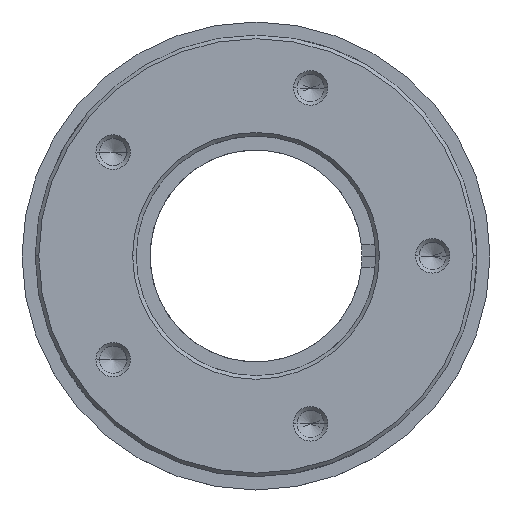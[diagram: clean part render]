
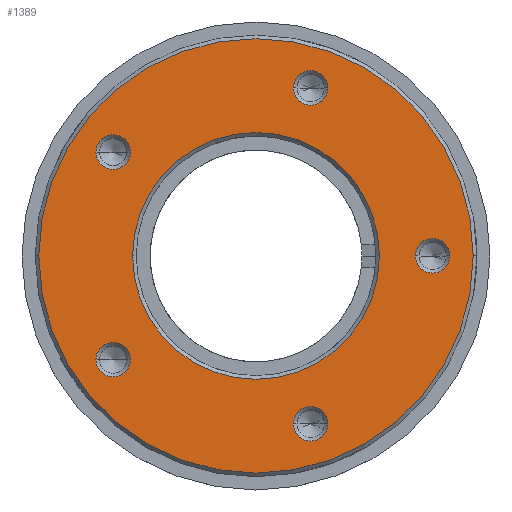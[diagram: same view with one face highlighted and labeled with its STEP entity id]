
A CAD part, top view. The second image highlights one B-rep face of the part: STEP entity #1389.
In plain terms, the highlighted planar face has unit normal (0, 0, 1).
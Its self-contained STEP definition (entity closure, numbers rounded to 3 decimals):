
#9 = ORIENTED_EDGE ( 'NONE', *, *, #481, .T. ) ;
#27 = AXIS2_PLACEMENT_3D ( 'NONE', #583, #1082, #1114 ) ;
#56 = FACE_BOUND ( 'NONE', #1443, .T. ) ;
#77 = CIRCLE ( 'NONE', #3444, 1.95 ) ;
#93 = DIRECTION ( 'NONE',  ( 0., 0., 1. ) ) ;
#103 = EDGE_LOOP ( 'NONE', ( #9, #2937 ) ) ;
#106 = CARTESIAN_POINT ( 'NONE',  ( 4.23, -19.021, 7.5 ) ) ;
#143 = AXIS2_PLACEMENT_3D ( 'NONE', #1695, #2794, #3269 ) ;
#156 = ORIENTED_EDGE ( 'NONE', *, *, #1370, .T. ) ;
#182 = EDGE_LOOP ( 'NONE', ( #2179, #2399 ) ) ;
#193 = EDGE_CURVE ( 'NONE', #2545, #796, #2356, .T. ) ;
#225 = CARTESIAN_POINT ( 'NONE',  ( -13.975, 0., 7.5 ) ) ;
#250 = CARTESIAN_POINT ( 'NONE',  ( 8.13, 19.021, 7.5 ) ) ;
#275 = DIRECTION ( 'NONE',  ( 1., 0., 0. ) ) ;
#276 = VERTEX_POINT ( 'NONE', #2916 ) ;
#282 = DIRECTION ( 'NONE',  ( 0., 0., -1. ) ) ;
#439 = AXIS2_PLACEMENT_3D ( 'NONE', #3432, #1227, #3416 ) ;
#477 = EDGE_CURVE ( 'NONE', #900, #2903, #77, .T. ) ;
#481 = EDGE_CURVE ( 'NONE', #2903, #900, #596, .T. ) ;
#494 = CIRCLE ( 'NONE', #2959, 13.975 ) ;
#529 = AXIS2_PLACEMENT_3D ( 'NONE', #2581, #1963, #3104 ) ;
#580 = DIRECTION ( 'NONE',  ( 1., 0., 0. ) ) ;
#583 = CARTESIAN_POINT ( 'NONE',  ( 20., 0., 7.5 ) ) ;
#596 = CIRCLE ( 'NONE', #2590, 1.95 ) ;
#645 = CARTESIAN_POINT ( 'NONE',  ( 21.95, 0., 7.5 ) ) ;
#767 = DIRECTION ( 'NONE',  ( 0., 0., -1. ) ) ;
#796 = VERTEX_POINT ( 'NONE', #3187 ) ;
#807 = DIRECTION ( 'NONE',  ( 1., 0., 0. ) ) ;
#813 = ORIENTED_EDGE ( 'NONE', *, *, #1971, .T. ) ;
#824 = DIRECTION ( 'NONE',  ( 1., 0., 0. ) ) ;
#881 = EDGE_LOOP ( 'NONE', ( #3344, #1711 ) ) ;
#900 = VERTEX_POINT ( 'NONE', #3202 ) ;
#904 = DIRECTION ( 'NONE',  ( 0., 0., 1. ) ) ;
#936 = CARTESIAN_POINT ( 'NONE',  ( 0., 0., 7.5 ) ) ;
#947 = CIRCLE ( 'NONE', #2901, 1.95 ) ;
#956 = AXIS2_PLACEMENT_3D ( 'NONE', #2549, #93, #1182 ) ;
#969 = CARTESIAN_POINT ( 'NONE',  ( 13.975, 0., 7.5 ) ) ;
#976 = EDGE_LOOP ( 'NONE', ( #3049, #2089 ) ) ;
#1054 = CARTESIAN_POINT ( 'NONE',  ( 0., 0., 7.5 ) ) ;
#1082 = DIRECTION ( 'NONE',  ( 0., 0., -1. ) ) ;
#1114 = DIRECTION ( 'NONE',  ( 1., 0., 0. ) ) ;
#1120 = ORIENTED_EDGE ( 'NONE', *, *, #2297, .T. ) ;
#1182 = DIRECTION ( 'NONE',  ( 1., 0., 0. ) ) ;
#1185 = DIRECTION ( 'NONE',  ( 0., 0., -1. ) ) ;
#1199 = FACE_BOUND ( 'NONE', #103, .T. ) ;
#1222 = CARTESIAN_POINT ( 'NONE',  ( -14.23, -11.756, 7.5 ) ) ;
#1227 = DIRECTION ( 'NONE',  ( 0., 0., -1. ) ) ;
#1291 = CIRCLE ( 'NONE', #956, 24.6 ) ;
#1305 = CARTESIAN_POINT ( 'NONE',  ( 6.18, 19.021, 7.5 ) ) ;
#1323 = EDGE_CURVE ( 'NONE', #2249, #2448, #1976, .T. ) ;
#1330 = ORIENTED_EDGE ( 'NONE', *, *, #3384, .T. ) ;
#1363 = CARTESIAN_POINT ( 'NONE',  ( -16.18, -11.756, 7.5 ) ) ;
#1370 = EDGE_CURVE ( 'NONE', #2968, #2396, #2203, .T. ) ;
#1386 = DIRECTION ( 'NONE',  ( 0., 0., -1. ) ) ;
#1389 = ADVANCED_FACE ( 'NONE', ( #2247, #1472, #2582, #1199, #3072, #56, #2817 ), #3382, .T. ) ;
#1396 = CIRCLE ( 'NONE', #2267, 1.95 ) ;
#1405 = EDGE_LOOP ( 'NONE', ( #2995, #3198 ) ) ;
#1443 = EDGE_LOOP ( 'NONE', ( #1330, #1120 ) ) ;
#1472 = FACE_BOUND ( 'NONE', #976, .T. ) ;
#1475 = VERTEX_POINT ( 'NONE', #225 ) ;
#1488 = CARTESIAN_POINT ( 'NONE',  ( 24.6, 0., 7.5 ) ) ;
#1689 = CIRCLE ( 'NONE', #3293, 13.975 ) ;
#1695 = CARTESIAN_POINT ( 'NONE',  ( 0., 0., 7.5 ) ) ;
#1700 = CIRCLE ( 'NONE', #1883, 1.95 ) ;
#1711 = ORIENTED_EDGE ( 'NONE', *, *, #2493, .T. ) ;
#1724 = EDGE_CURVE ( 'NONE', #2448, #2249, #1396, .T. ) ;
#1727 = CARTESIAN_POINT ( 'NONE',  ( -16.18, 11.756, 7.5 ) ) ;
#1789 = VERTEX_POINT ( 'NONE', #3052 ) ;
#1817 = DIRECTION ( 'NONE',  ( 0., 0., -1. ) ) ;
#1883 = AXIS2_PLACEMENT_3D ( 'NONE', #3517, #767, #275 ) ;
#1907 = DIRECTION ( 'NONE',  ( 0., 0., -1. ) ) ;
#1940 = VERTEX_POINT ( 'NONE', #969 ) ;
#1963 = DIRECTION ( 'NONE',  ( 0., 0., -1. ) ) ;
#1971 = EDGE_CURVE ( 'NONE', #2396, #2968, #3179, .T. ) ;
#1976 = CIRCLE ( 'NONE', #27, 1.95 ) ;
#2035 = AXIS2_PLACEMENT_3D ( 'NONE', #936, #904, #3143 ) ;
#2057 = DIRECTION ( 'NONE',  ( 1., 0., 0. ) ) ;
#2089 = ORIENTED_EDGE ( 'NONE', *, *, #2123, .T. ) ;
#2123 = EDGE_CURVE ( 'NONE', #1475, #1940, #494, .T. ) ;
#2165 = DIRECTION ( 'NONE',  ( 0., 0., -1. ) ) ;
#2179 = ORIENTED_EDGE ( 'NONE', *, *, #193, .T. ) ;
#2198 = CARTESIAN_POINT ( 'NONE',  ( 18.05, 0., 7.5 ) ) ;
#2203 = CIRCLE ( 'NONE', #3173, 1.95 ) ;
#2247 = FACE_OUTER_BOUND ( 'NONE', #881, .T. ) ;
#2249 = VERTEX_POINT ( 'NONE', #645 ) ;
#2250 = VERTEX_POINT ( 'NONE', #106 ) ;
#2267 = AXIS2_PLACEMENT_3D ( 'NONE', #2422, #3040, #580 ) ;
#2278 = CIRCLE ( 'NONE', #143, 24.6 ) ;
#2297 = EDGE_CURVE ( 'NONE', #2250, #276, #3519, .T. ) ;
#2356 = CIRCLE ( 'NONE', #529, 1.95 ) ;
#2396 = VERTEX_POINT ( 'NONE', #2992 ) ;
#2399 = ORIENTED_EDGE ( 'NONE', *, *, #2822, .T. ) ;
#2422 = CARTESIAN_POINT ( 'NONE',  ( 20., 0., 7.5 ) ) ;
#2448 = VERTEX_POINT ( 'NONE', #2198 ) ;
#2459 = DIRECTION ( 'NONE',  ( 1., 0., 0. ) ) ;
#2462 = DIRECTION ( 'NONE',  ( 1., 0., 0. ) ) ;
#2493 = EDGE_CURVE ( 'NONE', #3214, #1789, #2278, .T. ) ;
#2514 = DIRECTION ( 'NONE',  ( 0., 0., -1. ) ) ;
#2545 = VERTEX_POINT ( 'NONE', #1222 ) ;
#2549 = CARTESIAN_POINT ( 'NONE',  ( 0., 0., 7.5 ) ) ;
#2553 = DIRECTION ( 'NONE',  ( 1., 0., 0. ) ) ;
#2581 = CARTESIAN_POINT ( 'NONE',  ( -16.18, -11.756, 7.5 ) ) ;
#2582 = FACE_BOUND ( 'NONE', #2709, .T. ) ;
#2590 = AXIS2_PLACEMENT_3D ( 'NONE', #2705, #1907, #824 ) ;
#2705 = CARTESIAN_POINT ( 'NONE',  ( 6.18, 19.021, 7.5 ) ) ;
#2709 = EDGE_LOOP ( 'NONE', ( #156, #813 ) ) ;
#2794 = DIRECTION ( 'NONE',  ( 0., 0., 1. ) ) ;
#2817 = FACE_BOUND ( 'NONE', #182, .T. ) ;
#2822 = EDGE_CURVE ( 'NONE', #796, #2545, #947, .T. ) ;
#2873 = DIRECTION ( 'NONE',  ( 1., 0., 0. ) ) ;
#2901 = AXIS2_PLACEMENT_3D ( 'NONE', #1363, #2165, #2462 ) ;
#2903 = VERTEX_POINT ( 'NONE', #250 ) ;
#2916 = CARTESIAN_POINT ( 'NONE',  ( 8.13, -19.021, 7.5 ) ) ;
#2917 = EDGE_CURVE ( 'NONE', #1940, #1475, #1689, .T. ) ;
#2937 = ORIENTED_EDGE ( 'NONE', *, *, #477, .T. ) ;
#2959 = AXIS2_PLACEMENT_3D ( 'NONE', #1054, #1386, #2459 ) ;
#2968 = VERTEX_POINT ( 'NONE', #3367 ) ;
#2992 = CARTESIAN_POINT ( 'NONE',  ( -18.13, 11.756, 7.5 ) ) ;
#2995 = ORIENTED_EDGE ( 'NONE', *, *, #1323, .T. ) ;
#3040 = DIRECTION ( 'NONE',  ( 0., 0., -1. ) ) ;
#3049 = ORIENTED_EDGE ( 'NONE', *, *, #2917, .T. ) ;
#3052 = CARTESIAN_POINT ( 'NONE',  ( -24.6, 0., 7.5 ) ) ;
#3072 = FACE_BOUND ( 'NONE', #1405, .T. ) ;
#3090 = CARTESIAN_POINT ( 'NONE',  ( 0., 0., 7.5 ) ) ;
#3104 = DIRECTION ( 'NONE',  ( 1., 0., 0. ) ) ;
#3143 = DIRECTION ( 'NONE',  ( 1., 0., 0. ) ) ;
#3170 = CARTESIAN_POINT ( 'NONE',  ( -16.18, 11.756, 7.5 ) ) ;
#3173 = AXIS2_PLACEMENT_3D ( 'NONE', #1727, #2514, #2057 ) ;
#3179 = CIRCLE ( 'NONE', #3347, 1.95 ) ;
#3187 = CARTESIAN_POINT ( 'NONE',  ( -18.13, -11.756, 7.5 ) ) ;
#3198 = ORIENTED_EDGE ( 'NONE', *, *, #1724, .T. ) ;
#3202 = CARTESIAN_POINT ( 'NONE',  ( 4.23, 19.021, 7.5 ) ) ;
#3214 = VERTEX_POINT ( 'NONE', #1488 ) ;
#3269 = DIRECTION ( 'NONE',  ( 1., 0., 0. ) ) ;
#3293 = AXIS2_PLACEMENT_3D ( 'NONE', #3090, #1185, #2553 ) ;
#3300 = EDGE_CURVE ( 'NONE', #1789, #3214, #1291, .T. ) ;
#3344 = ORIENTED_EDGE ( 'NONE', *, *, #3300, .T. ) ;
#3347 = AXIS2_PLACEMENT_3D ( 'NONE', #3170, #1817, #2873 ) ;
#3367 = CARTESIAN_POINT ( 'NONE',  ( -14.23, 11.756, 7.5 ) ) ;
#3382 = PLANE ( 'NONE',  #2035 ) ;
#3384 = EDGE_CURVE ( 'NONE', #276, #2250, #1700, .T. ) ;
#3416 = DIRECTION ( 'NONE',  ( 1., 0., 0. ) ) ;
#3432 = CARTESIAN_POINT ( 'NONE',  ( 6.18, -19.021, 7.5 ) ) ;
#3444 = AXIS2_PLACEMENT_3D ( 'NONE', #1305, #282, #807 ) ;
#3517 = CARTESIAN_POINT ( 'NONE',  ( 6.18, -19.021, 7.5 ) ) ;
#3519 = CIRCLE ( 'NONE', #439, 1.95 ) ;
